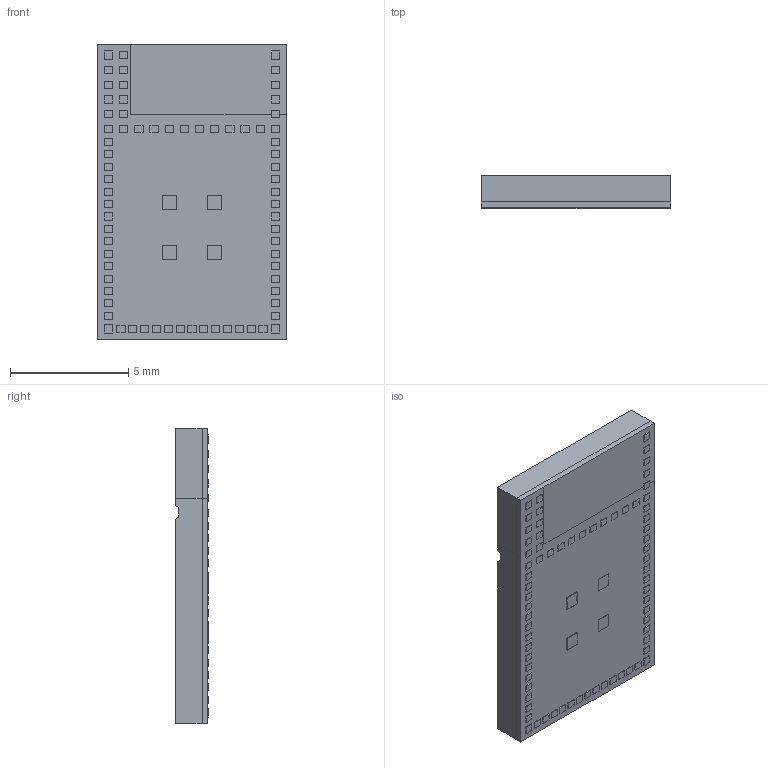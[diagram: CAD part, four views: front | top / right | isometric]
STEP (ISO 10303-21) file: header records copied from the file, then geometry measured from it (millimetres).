
FILE_DESCRIPTION (( 'STEP AP214' ), '1' );
FILE_NAME ('STM32WBA5MMGH6TR.STEP', '2025-05-15T07:23:10', ( '' ), ( '' ), 'SwSTEP 2.0', 'SolidWorks 2024', '' );
FILE_SCHEMA (( 'AUTOMOTIVE_DESIGN' ));
Length unit declared in the file: millimetre
Products named in the file (1): STM32WBA5MMGH6TR
Bounding box: 8 x 1.4 x 12.5 mm (x, y, z)
Volume: 136.9 mm3; surface area: 260.5 mm2
Topology: 1 solids, 1 shells, 400 faces, 961 edges, 638 vertices
Faces by surface type: plane 400
Entity records: 15784 total; most frequent: CARTESIAN_POINT 2000, ORIENTED_EDGE 1922, DIRECTION 1763, EDGE_CURVE 961, VECTOR 961, LINE 961, VERTEX_POINT 638, EDGE_LOOP 475
